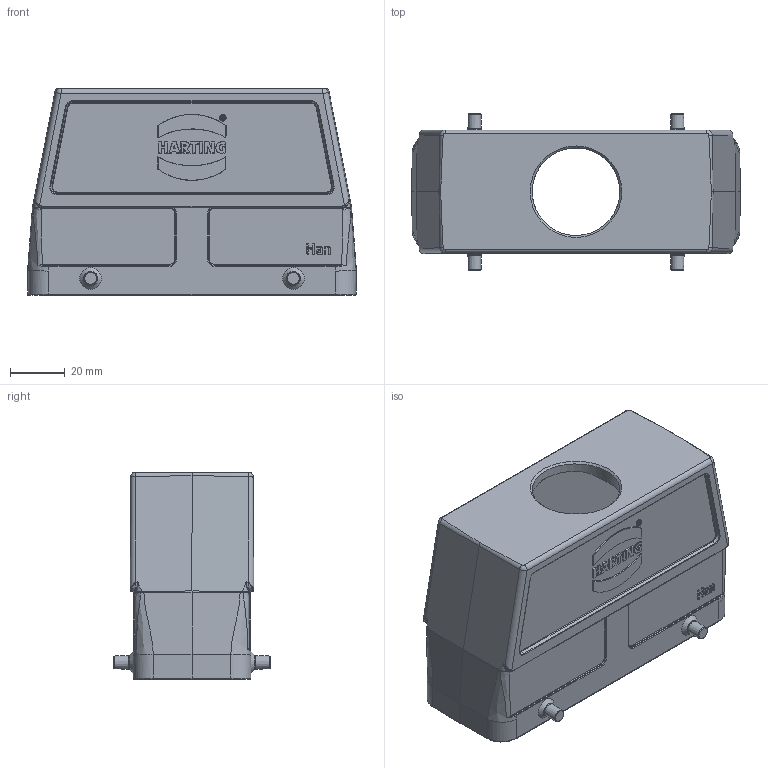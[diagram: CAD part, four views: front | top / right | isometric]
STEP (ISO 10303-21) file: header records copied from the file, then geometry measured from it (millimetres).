
FILE_DESCRIPTION(/* description */ (''),/* implementation_level */ '2;1');
FILE_NAME(/* name */ '100110549ugm000_b.stp',/* time_stamp */ '2017-10-26T13:41:21+02:00',/* author */ (''),/* organization */ (''),/* preprocessor_version */ 'ST-DEVELOPER v16',/* originating_system */ 'SIEMENS PLM Software NX 10.0',/* authorisation */ '');
FILE_SCHEMA (('AUTOMOTIVE_DESIGN { 1 0 10303 214 3 1 1 1 }'));
Length unit declared in the file: millimetre
Products named in the file (1): 100110549ugm000_b
Bounding box: 120 x 57.2 x 75.5 mm (x, y, z)
Volume: 95810.8 mm3; surface area: 52356.7 mm2
Topology: 1 solids, 1 shells, 658 faces, 2157 edges, 2082 vertices
Faces by surface type: plane 267, bspline 155, cylinder 129, cone 51, torus 50, sphere 6
Full cylindrical faces by diameter (mm): 3 x4, 32 x1
Entity records: 30612 total; most frequent: CARTESIAN_POINT 11683, ORIENTED_EDGE 3142, DIRECTION 2814, EDGE_CURVE 1571, VERTEX_POINT 993, AXIS2_PLACEMENT_3D 955, LINE 904, VECTOR 904
